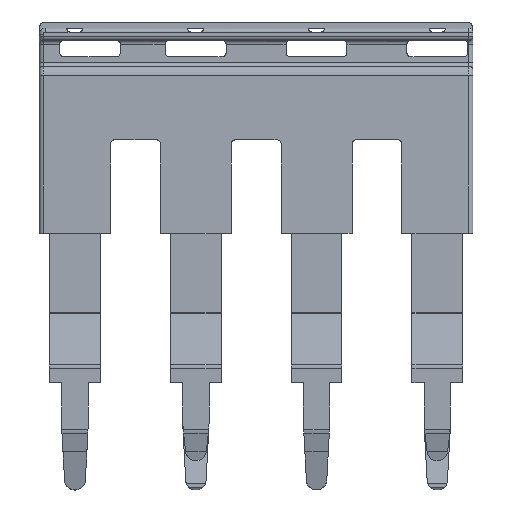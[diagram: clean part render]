
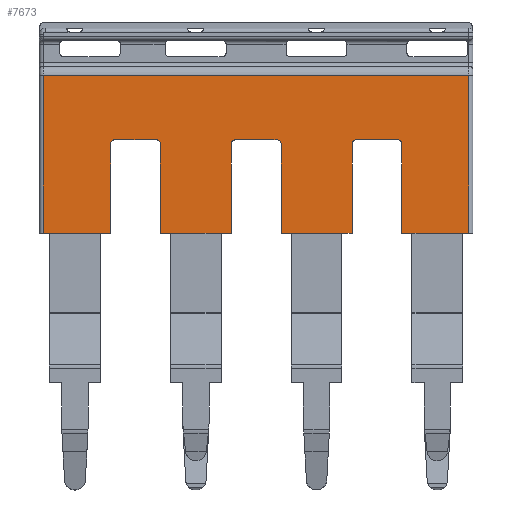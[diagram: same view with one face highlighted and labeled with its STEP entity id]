
A CAD part, front view. The second image highlights one B-rep face of the part: STEP entity #7673.
In plain terms, the highlighted planar face has unit normal (0, -1, 0).
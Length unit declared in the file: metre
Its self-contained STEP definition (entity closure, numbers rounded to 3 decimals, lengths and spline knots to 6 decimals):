
#385=CIRCLE('',#8171,0.0002);
#386=CIRCLE('',#8172,0.0002);
#387=CIRCLE('',#8173,0.0002);
#388=CIRCLE('',#8174,0.0002);
#389=CIRCLE('',#8175,0.0002);
#390=CIRCLE('',#8176,0.0002);
#561=FACE_OUTER_BOUND('',#953,.T.);
#953=EDGE_LOOP('',(#5208,#5209,#5210,#5211,#5212,#5213,#5214,#5215,#5216,
#5217,#5218,#5219,#5220,#5221,#5222,#5223,#5224,#5225,#5226,#5227,#5228,
#5229));
#1500=LINE('',#11937,#2293);
#1546=LINE('',#12175,#2339);
#1547=LINE('',#12177,#2340);
#1548=LINE('',#12179,#2341);
#1549=LINE('',#12181,#2342);
#1550=LINE('',#12185,#2343);
#1551=LINE('',#12189,#2344);
#1552=LINE('',#12191,#2345);
#1553=LINE('',#12193,#2346);
#1554=LINE('',#12197,#2347);
#1555=LINE('',#12201,#2348);
#1556=LINE('',#12203,#2349);
#1557=LINE('',#12205,#2350);
#1558=LINE('',#12209,#2351);
#1559=LINE('',#12212,#2352);
#1560=LINE('',#12213,#2353);
#2293=VECTOR('',#9122,0.003293);
#2339=VECTOR('',#9234,0.020943);
#2340=VECTOR('',#9235,0.007769);
#2341=VECTOR('',#9236,0.003315);
#2342=VECTOR('',#9237,0.004397);
#2343=VECTOR('',#9240,0.00205);
#2344=VECTOR('',#9243,0.004397);
#2345=VECTOR('',#9244,0.003493);
#2346=VECTOR('',#9245,0.004397);
#2347=VECTOR('',#9248,0.00205);
#2348=VECTOR('',#9251,0.004397);
#2349=VECTOR('',#9252,0.003493);
#2350=VECTOR('',#9253,0.004397);
#2351=VECTOR('',#9256,0.00205);
#2352=VECTOR('',#9259,0.004397);
#2353=VECTOR('',#9260,0.007769);
#3169=VERTEX_POINT('',#11934);
#3170=VERTEX_POINT('',#11936);
#3232=VERTEX_POINT('',#12173);
#3233=VERTEX_POINT('',#12174);
#3234=VERTEX_POINT('',#12176);
#3235=VERTEX_POINT('',#12178);
#3236=VERTEX_POINT('',#12180);
#3237=VERTEX_POINT('',#12182);
#3238=VERTEX_POINT('',#12184);
#3239=VERTEX_POINT('',#12186);
#3240=VERTEX_POINT('',#12188);
#3241=VERTEX_POINT('',#12190);
#3242=VERTEX_POINT('',#12192);
#3243=VERTEX_POINT('',#12194);
#3244=VERTEX_POINT('',#12196);
#3245=VERTEX_POINT('',#12198);
#3246=VERTEX_POINT('',#12200);
#3247=VERTEX_POINT('',#12202);
#3248=VERTEX_POINT('',#12204);
#3249=VERTEX_POINT('',#12206);
#3250=VERTEX_POINT('',#12208);
#3251=VERTEX_POINT('',#12210);
#3945=EDGE_CURVE('',#3169,#3170,#1500,.T.);
#4021=EDGE_CURVE('',#3232,#3233,#1546,.T.);
#4022=EDGE_CURVE('',#3233,#3234,#1547,.F.);
#4023=EDGE_CURVE('',#3235,#3234,#1548,.T.);
#4024=EDGE_CURVE('',#3235,#3236,#1549,.T.);
#4025=EDGE_CURVE('',#3236,#3237,#385,.F.);
#4026=EDGE_CURVE('',#3237,#3238,#1550,.T.);
#4027=EDGE_CURVE('',#3238,#3239,#386,.F.);
#4028=EDGE_CURVE('',#3239,#3240,#1551,.T.);
#4029=EDGE_CURVE('',#3241,#3240,#1552,.T.);
#4030=EDGE_CURVE('',#3241,#3242,#1553,.T.);
#4031=EDGE_CURVE('',#3242,#3243,#387,.F.);
#4032=EDGE_CURVE('',#3243,#3244,#1554,.T.);
#4033=EDGE_CURVE('',#3244,#3245,#388,.F.);
#4034=EDGE_CURVE('',#3245,#3246,#1555,.T.);
#4035=EDGE_CURVE('',#3247,#3246,#1556,.T.);
#4036=EDGE_CURVE('',#3248,#3247,#1557,.T.);
#4037=EDGE_CURVE('',#3249,#3248,#389,.T.);
#4038=EDGE_CURVE('',#3250,#3249,#1558,.T.);
#4039=EDGE_CURVE('',#3251,#3250,#390,.T.);
#4040=EDGE_CURVE('',#3170,#3251,#1559,.T.);
#4041=EDGE_CURVE('',#3169,#3232,#1560,.F.);
#5208=ORIENTED_EDGE('',*,*,#4021,.T.);
#5209=ORIENTED_EDGE('',*,*,#4022,.T.);
#5210=ORIENTED_EDGE('',*,*,#4023,.F.);
#5211=ORIENTED_EDGE('',*,*,#4024,.T.);
#5212=ORIENTED_EDGE('',*,*,#4025,.T.);
#5213=ORIENTED_EDGE('',*,*,#4026,.T.);
#5214=ORIENTED_EDGE('',*,*,#4027,.T.);
#5215=ORIENTED_EDGE('',*,*,#4028,.T.);
#5216=ORIENTED_EDGE('',*,*,#4029,.F.);
#5217=ORIENTED_EDGE('',*,*,#4030,.T.);
#5218=ORIENTED_EDGE('',*,*,#4031,.T.);
#5219=ORIENTED_EDGE('',*,*,#4032,.T.);
#5220=ORIENTED_EDGE('',*,*,#4033,.T.);
#5221=ORIENTED_EDGE('',*,*,#4034,.T.);
#5222=ORIENTED_EDGE('',*,*,#4035,.F.);
#5223=ORIENTED_EDGE('',*,*,#4036,.F.);
#5224=ORIENTED_EDGE('',*,*,#4037,.F.);
#5225=ORIENTED_EDGE('',*,*,#4038,.F.);
#5226=ORIENTED_EDGE('',*,*,#4039,.F.);
#5227=ORIENTED_EDGE('',*,*,#4040,.F.);
#5228=ORIENTED_EDGE('',*,*,#3945,.F.);
#5229=ORIENTED_EDGE('',*,*,#4041,.T.);
#7018=PLANE('',#8170);
#7673=ADVANCED_FACE('',(#561),#7018,.T.);
#8170=AXIS2_PLACEMENT_3D('',#12172,#9232,#9233);
#8171=AXIS2_PLACEMENT_3D('',#12183,#9238,#9239);
#8172=AXIS2_PLACEMENT_3D('',#12187,#9241,#9242);
#8173=AXIS2_PLACEMENT_3D('',#12195,#9246,#9247);
#8174=AXIS2_PLACEMENT_3D('',#12199,#9249,#9250);
#8175=AXIS2_PLACEMENT_3D('',#12207,#9254,#9255);
#8176=AXIS2_PLACEMENT_3D('',#12211,#9257,#9258);
#9122=DIRECTION('',(-1.,0.,0.));
#9232=DIRECTION('center_axis',(0.,-1.,0.));
#9233=DIRECTION('ref_axis',(0.,0.,-1.));
#9234=DIRECTION('',(-1.,0.,0.));
#9235=DIRECTION('',(0.,0.,1.));
#9236=DIRECTION('',(-1.,0.,0.));
#9237=DIRECTION('',(0.,0.,1.));
#9238=DIRECTION('center_axis',(0.,-1.,0.));
#9239=DIRECTION('ref_axis',(0.,0.,-1.));
#9240=DIRECTION('',(1.,0.,0.));
#9241=DIRECTION('center_axis',(0.,-1.,0.));
#9242=DIRECTION('ref_axis',(0.,0.,-1.));
#9243=DIRECTION('',(0.,0.,-1.));
#9244=DIRECTION('',(-1.,0.,0.));
#9245=DIRECTION('',(0.,0.,1.));
#9246=DIRECTION('center_axis',(0.,-1.,0.));
#9247=DIRECTION('ref_axis',(0.,0.,-1.));
#9248=DIRECTION('',(1.,0.,0.));
#9249=DIRECTION('center_axis',(0.,-1.,0.));
#9250=DIRECTION('ref_axis',(0.,0.,-1.));
#9251=DIRECTION('',(0.,0.,-1.));
#9252=DIRECTION('',(-1.,0.,0.));
#9253=DIRECTION('',(0.,0.,-1.));
#9254=DIRECTION('center_axis',(0.,-1.,0.));
#9255=DIRECTION('ref_axis',(0.,0.,-1.));
#9256=DIRECTION('',(-1.,0.,0.));
#9257=DIRECTION('center_axis',(0.,-1.,0.));
#9258=DIRECTION('ref_axis',(0.,0.,-1.));
#9259=DIRECTION('',(0.,0.,1.));
#9260=DIRECTION('',(0.,0.,-1.));
#11934=CARTESIAN_POINT('',(-0.007382,-0.001,-0.003885));
#11936=CARTESIAN_POINT('',(-0.010675,-0.001,-0.003885));
#11937=CARTESIAN_POINT('',(-0.007382,-0.001,-0.003885));
#12172=CARTESIAN_POINT('Origin',(0.028525,-0.001,-0.003885));
#12173=CARTESIAN_POINT('',(-0.007382,-0.001,0.003885));
#12174=CARTESIAN_POINT('',(-0.028325,-0.001,0.003885));
#12175=CARTESIAN_POINT('',(-0.007382,-0.001,0.003885));
#12176=CARTESIAN_POINT('',(-0.028325,-0.001,-0.003885));
#12177=CARTESIAN_POINT('',(-0.028325,-0.001,-0.003885));
#12178=CARTESIAN_POINT('',(-0.02501,-0.001,-0.003885));
#12179=CARTESIAN_POINT('',(-0.02501,-0.001,-0.003885));
#12180=CARTESIAN_POINT('',(-0.02501,-0.001,0.000513));
#12181=CARTESIAN_POINT('',(-0.02501,-0.001,-0.003885));
#12182=CARTESIAN_POINT('',(-0.02481,-0.001,0.000713));
#12183=CARTESIAN_POINT('Origin',(-0.02481,-0.001,0.000513));
#12184=CARTESIAN_POINT('',(-0.02276,-0.001,0.000713));
#12185=CARTESIAN_POINT('',(-0.02481,-0.001,0.000713));
#12186=CARTESIAN_POINT('',(-0.02256,-0.001,0.000513));
#12187=CARTESIAN_POINT('Origin',(-0.02276,-0.001,0.000513));
#12188=CARTESIAN_POINT('',(-0.02256,-0.001,-0.003885));
#12189=CARTESIAN_POINT('',(-0.02256,-0.001,0.000513));
#12190=CARTESIAN_POINT('',(-0.019068,-0.001,-0.003885));
#12191=CARTESIAN_POINT('',(-0.019068,-0.001,-0.003885));
#12192=CARTESIAN_POINT('',(-0.019068,-0.001,0.000513));
#12193=CARTESIAN_POINT('',(-0.019068,-0.001,-0.003885));
#12194=CARTESIAN_POINT('',(-0.018868,-0.001,0.000713));
#12195=CARTESIAN_POINT('Origin',(-0.018868,-0.001,0.000513));
#12196=CARTESIAN_POINT('',(-0.016818,-0.001,0.000713));
#12197=CARTESIAN_POINT('',(-0.018868,-0.001,0.000713));
#12198=CARTESIAN_POINT('',(-0.016618,-0.001,0.000513));
#12199=CARTESIAN_POINT('Origin',(-0.016818,-0.001,0.000513));
#12200=CARTESIAN_POINT('',(-0.016618,-0.001,-0.003885));
#12201=CARTESIAN_POINT('',(-0.016618,-0.001,0.000513));
#12202=CARTESIAN_POINT('',(-0.013125,-0.001,-0.003885));
#12203=CARTESIAN_POINT('',(-0.013125,-0.001,-0.003885));
#12204=CARTESIAN_POINT('',(-0.013125,-0.001,0.000513));
#12205=CARTESIAN_POINT('',(-0.013125,-0.001,0.000513));
#12206=CARTESIAN_POINT('',(-0.012925,-0.001,0.000713));
#12207=CARTESIAN_POINT('Origin',(-0.012925,-0.001,0.000513));
#12208=CARTESIAN_POINT('',(-0.010875,-0.001,0.000713));
#12209=CARTESIAN_POINT('',(-0.010875,-0.001,0.000713));
#12210=CARTESIAN_POINT('',(-0.010675,-0.001,0.000513));
#12211=CARTESIAN_POINT('Origin',(-0.010875,-0.001,0.000513));
#12212=CARTESIAN_POINT('',(-0.010675,-0.001,-0.003885));
#12213=CARTESIAN_POINT('',(-0.007382,-0.001,0.003885));
